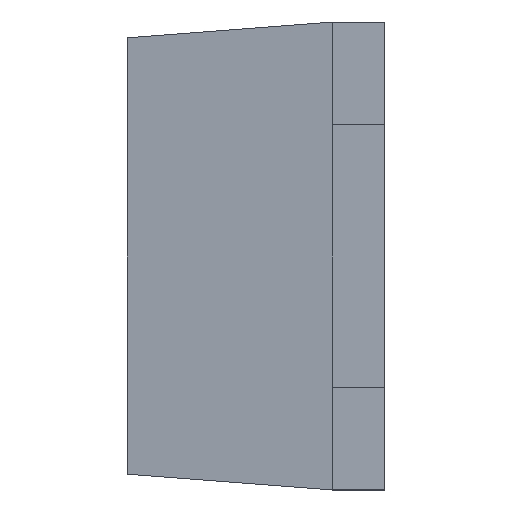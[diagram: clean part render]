
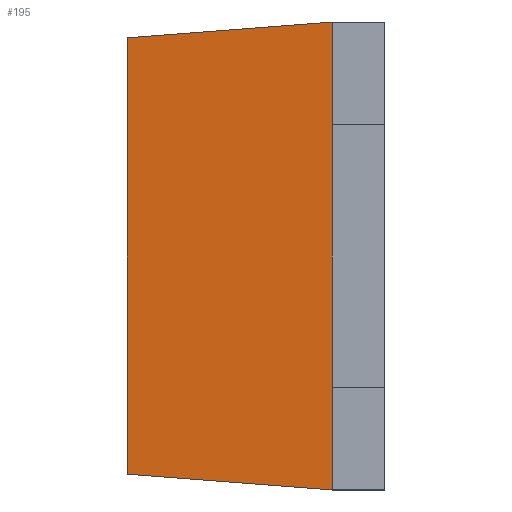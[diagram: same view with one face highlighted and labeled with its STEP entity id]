
A CAD part, left-side view. The second image highlights one B-rep face of the part: STEP entity #195.
In plain terms, the highlighted planar face has unit normal (-0.997, 0.077, 0).
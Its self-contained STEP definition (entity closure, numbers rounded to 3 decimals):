
#12 = LINE ( 'NONE', #219, #925 ) ;
#21 = VERTEX_POINT ( 'NONE', #989 ) ;
#70 = VECTOR ( 'NONE', #1208, 1000. ) ;
#112 = FACE_OUTER_BOUND ( 'NONE', #710, .T. ) ;
#123 = VECTOR ( 'NONE', #235, 1000. ) ;
#195 = ADVANCED_FACE ( 'NONE', ( #112 ), #700, .T. ) ;
#219 = CARTESIAN_POINT ( 'NONE',  ( -1.335, 1.043, 0.825 ) ) ;
#235 = DIRECTION ( 'NONE',  ( 0., 0., -1. ) ) ;
#246 = ORIENTED_EDGE ( 'NONE', *, *, #748, .F. ) ;
#270 = VERTEX_POINT ( 'NONE', #1170 ) ;
#309 = LINE ( 'NONE', #426, #1308 ) ;
#340 = VERTEX_POINT ( 'NONE', #868 ) ;
#350 = EDGE_CURVE ( 'NONE', #340, #270, #309, .T. ) ;
#426 = CARTESIAN_POINT ( 'NONE',  ( -1.4, 0.2, -0.89 ) ) ;
#428 = CARTESIAN_POINT ( 'NONE',  ( -1.335, 1.043, -0.825 ) ) ;
#431 = EDGE_CURVE ( 'NONE', #1051, #1095, #809, .T. ) ;
#447 = EDGE_CURVE ( 'NONE', #644, #1051, #1288, .T. ) ;
#505 = CARTESIAN_POINT ( 'NONE',  ( -1.34, 0.98, 0. ) ) ;
#508 = CARTESIAN_POINT ( 'NONE',  ( -1.4, 0.2, -0.5 ) ) ;
#587 = LINE ( 'NONE', #691, #1122 ) ;
#595 = EDGE_CURVE ( 'NONE', #270, #644, #587, .T. ) ;
#605 = DIRECTION ( 'NONE',  ( 0., 0., -1. ) ) ;
#631 = DIRECTION ( 'NONE',  ( 0., 0., -1. ) ) ;
#632 = ORIENTED_EDGE ( 'NONE', *, *, #595, .F. ) ;
#644 = VERTEX_POINT ( 'NONE', #508 ) ;
#648 = CARTESIAN_POINT ( 'NONE',  ( -1.34, 0.98, 0.89 ) ) ;
#687 = ORIENTED_EDGE ( 'NONE', *, *, #447, .F. ) ;
#691 = CARTESIAN_POINT ( 'NONE',  ( -1.4, 0.2, 0.89 ) ) ;
#700 = PLANE ( 'NONE',  #1267 ) ;
#702 = CARTESIAN_POINT ( 'NONE',  ( -1.4, 0.2, -0.89 ) ) ;
#710 = EDGE_LOOP ( 'NONE', ( #1130, #246, #1392, #687, #632, #847 ) ) ;
#748 = EDGE_CURVE ( 'NONE', #1095, #21, #1189, .T. ) ;
#809 = LINE ( 'NONE', #428, #70 ) ;
#847 = ORIENTED_EDGE ( 'NONE', *, *, #350, .F. ) ;
#868 = CARTESIAN_POINT ( 'NONE',  ( -1.4, 0.2, 0.89 ) ) ;
#879 = CARTESIAN_POINT ( 'NONE',  ( -1.4, 0.2, -0.89 ) ) ;
#890 = DIRECTION ( 'NONE',  ( 0., 0., -1. ) ) ;
#925 = VECTOR ( 'NONE', #1307, 1000. ) ;
#931 = DIRECTION ( 'NONE',  ( -0.997, 0.077, 0. ) ) ;
#989 = CARTESIAN_POINT ( 'NONE',  ( -1.34, 0.98, 0.83 ) ) ;
#1051 = VERTEX_POINT ( 'NONE', #702 ) ;
#1095 = VERTEX_POINT ( 'NONE', #1175 ) ;
#1122 = VECTOR ( 'NONE', #890, 1000. ) ;
#1130 = ORIENTED_EDGE ( 'NONE', *, *, #1169, .T. ) ;
#1169 = EDGE_CURVE ( 'NONE', #340, #21, #12, .T. ) ;
#1170 = CARTESIAN_POINT ( 'NONE',  ( -1.4, 0.2, 0.5 ) ) ;
#1175 = CARTESIAN_POINT ( 'NONE',  ( -1.34, 0.98, -0.83 ) ) ;
#1189 = LINE ( 'NONE', #648, #1369 ) ;
#1208 = DIRECTION ( 'NONE',  ( 0.076, 0.994, 0.076 ) ) ;
#1267 = AXIS2_PLACEMENT_3D ( 'NONE', #505, #931, #605 ) ;
#1288 = LINE ( 'NONE', #879, #123 ) ;
#1290 = DIRECTION ( 'NONE',  ( 0., 0., 1. ) ) ;
#1307 = DIRECTION ( 'NONE',  ( 0.076, 0.994, -0.076 ) ) ;
#1308 = VECTOR ( 'NONE', #631, 1000. ) ;
#1369 = VECTOR ( 'NONE', #1290, 1000. ) ;
#1392 = ORIENTED_EDGE ( 'NONE', *, *, #431, .F. ) ;
